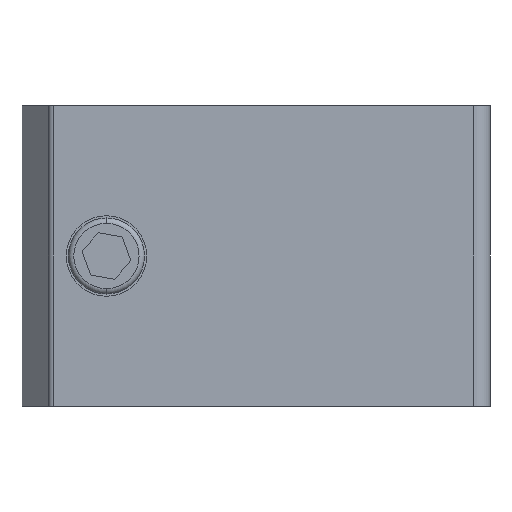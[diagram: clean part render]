
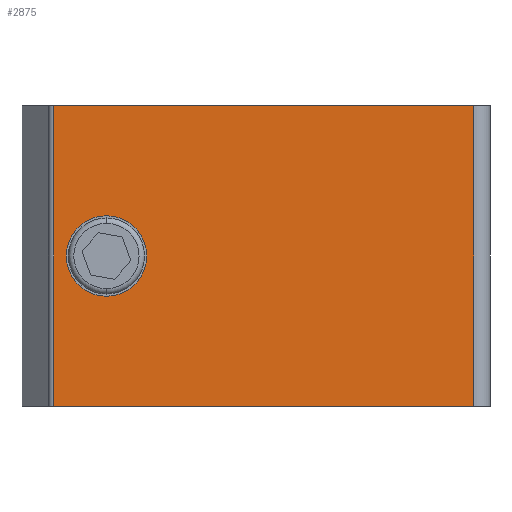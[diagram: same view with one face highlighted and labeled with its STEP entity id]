
A CAD part, left-side view. The second image highlights one B-rep face of the part: STEP entity #2875.
In plain terms, the highlighted planar face has unit normal (-1, 0, 0).
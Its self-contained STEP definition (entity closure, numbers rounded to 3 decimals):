
#41 = CARTESIAN_POINT ( 'NONE',  ( 0., 15.392, 14. ) ) ;
#105 = FACE_OUTER_BOUND ( 'NONE', #1535, .T. ) ;
#155 = CARTESIAN_POINT ( 'NONE',  ( 0., 15.392, 14. ) ) ;
#174 = VERTEX_POINT ( 'NONE', #2640 ) ;
#304 = CARTESIAN_POINT ( 'NONE',  ( 0., 15.392, -14. ) ) ;
#313 = CARTESIAN_POINT ( 'NONE',  ( 0., 49.642, 0. ) ) ;
#401 = CARTESIAN_POINT ( 'NONE',  ( 0., 15.392, 14. ) ) ;
#521 = LINE ( 'NONE', #41, #2293 ) ;
#570 = DIRECTION ( 'NONE',  ( 0., -1., 0. ) ) ;
#593 = FACE_BOUND ( 'NONE', #2697, .T. ) ;
#600 = ORIENTED_EDGE ( 'NONE', *, *, #2773, .F. ) ;
#625 = CARTESIAN_POINT ( 'NONE',  ( 0., 53.392, 0. ) ) ;
#688 = LINE ( 'NONE', #1581, #1827 ) ;
#691 = VERTEX_POINT ( 'NONE', #625 ) ;
#698 = VECTOR ( 'NONE', #2886, 1000. ) ;
#743 = CARTESIAN_POINT ( 'NONE',  ( 0., 49.642, 0. ) ) ;
#749 = EDGE_CURVE ( 'NONE', #1012, #174, #521, .T. ) ;
#794 = ORIENTED_EDGE ( 'NONE', *, *, #875, .T. ) ;
#821 = VERTEX_POINT ( 'NONE', #2036 ) ;
#828 = AXIS2_PLACEMENT_3D ( 'NONE', #313, #1637, #952 ) ;
#875 = EDGE_CURVE ( 'NONE', #1012, #2600, #2517, .T. ) ;
#898 = CARTESIAN_POINT ( 'NONE',  ( 0., 54.568, -14. ) ) ;
#929 = CIRCLE ( 'NONE', #2827, 3.75 ) ;
#952 = DIRECTION ( 'NONE',  ( 0., -1., 0. ) ) ;
#1012 = VERTEX_POINT ( 'NONE', #2295 ) ;
#1200 = DIRECTION ( 'NONE',  ( -1., 0., 0. ) ) ;
#1210 = CIRCLE ( 'NONE', #828, 3.75 ) ;
#1259 = LINE ( 'NONE', #155, #698 ) ;
#1269 = DIRECTION ( 'NONE',  ( 0., 1., 0. ) ) ;
#1350 = AXIS2_PLACEMENT_3D ( 'NONE', #401, #2362, #1269 ) ;
#1380 = ORIENTED_EDGE ( 'NONE', *, *, #2038, .F. ) ;
#1487 = ORIENTED_EDGE ( 'NONE', *, *, #1987, .F. ) ;
#1535 = EDGE_LOOP ( 'NONE', ( #1843, #1380, #2864, #794 ) ) ;
#1581 = CARTESIAN_POINT ( 'NONE',  ( 0., 15.392, -14. ) ) ;
#1637 = DIRECTION ( 'NONE',  ( -1., 0., 0. ) ) ;
#1645 = DIRECTION ( 'NONE',  ( 0., -1., 0. ) ) ;
#1827 = VECTOR ( 'NONE', #570, 1000. ) ;
#1837 = DIRECTION ( 'NONE',  ( 0., 0., -1. ) ) ;
#1843 = ORIENTED_EDGE ( 'NONE', *, *, #1884, .T. ) ;
#1884 = EDGE_CURVE ( 'NONE', #2600, #2011, #688, .T. ) ;
#1987 = EDGE_CURVE ( 'NONE', #691, #821, #929, .T. ) ;
#2011 = VERTEX_POINT ( 'NONE', #304 ) ;
#2036 = CARTESIAN_POINT ( 'NONE',  ( 0., 45.892, 0. ) ) ;
#2038 = EDGE_CURVE ( 'NONE', #174, #2011, #1259, .T. ) ;
#2243 = DIRECTION ( 'NONE',  ( 0., -1., 0. ) ) ;
#2293 = VECTOR ( 'NONE', #2243, 1000. ) ;
#2295 = CARTESIAN_POINT ( 'NONE',  ( 0., 54.568, 14. ) ) ;
#2309 = VECTOR ( 'NONE', #1837, 1000. ) ;
#2362 = DIRECTION ( 'NONE',  ( 1., 0., 0. ) ) ;
#2418 = PLANE ( 'NONE',  #1350 ) ;
#2517 = LINE ( 'NONE', #2731, #2309 ) ;
#2600 = VERTEX_POINT ( 'NONE', #898 ) ;
#2640 = CARTESIAN_POINT ( 'NONE',  ( 0., 15.392, 14. ) ) ;
#2697 = EDGE_LOOP ( 'NONE', ( #600, #1487 ) ) ;
#2731 = CARTESIAN_POINT ( 'NONE',  ( 0., 54.568, 14. ) ) ;
#2773 = EDGE_CURVE ( 'NONE', #821, #691, #1210, .T. ) ;
#2827 = AXIS2_PLACEMENT_3D ( 'NONE', #743, #1200, #1645 ) ;
#2864 = ORIENTED_EDGE ( 'NONE', *, *, #749, .F. ) ;
#2875 = ADVANCED_FACE ( 'NONE', ( #593, #105 ), #2418, .F. ) ;
#2886 = DIRECTION ( 'NONE',  ( 0., 0., -1. ) ) ;
